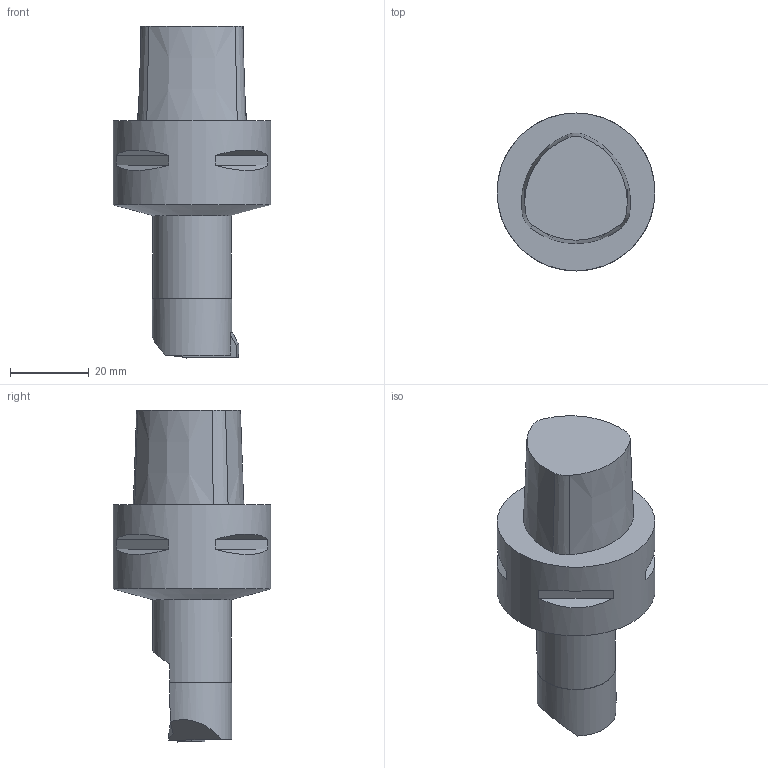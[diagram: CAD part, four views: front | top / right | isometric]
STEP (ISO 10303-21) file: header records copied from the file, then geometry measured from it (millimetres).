
FILE_DESCRIPTION(/* description */ (''),/* implementation_level */ '2;1');
FILE_NAME(/* name */ 'C4-CNL-14060-16HD.stp',/* time_stamp */ '2018-02-15T16:17:35+06:00',/* author */ (''),/* organization */ (''),/* preprocessor_version */ 'ST-DEVELOPER v16',/* originating_system */ 'SIEMENS PLM Software NX 11.0',/* authorisation */ '');
FILE_SCHEMA (('AUTOMOTIVE_DESIGN { 1 0 10303 214 3 1 1 1 }'));
Length unit declared in the file: millimetre
Products named in the file (1): C4-CNR-14060-16HD
Bounding box: 40 x 40 x 84.06 mm (x, y, z)
Volume: 51082 mm3; surface area: 10985.4 mm2
Topology: 3 solids, 3 shells, 47 faces, 110 edges, 73 vertices
Faces by surface type: plane 34, cone 8, cylinder 5
Full cylindrical faces by diameter (mm): 20 x1, 40 x1
Entity records: 1395 total; most frequent: DIRECTION 246, CARTESIAN_POINT 227, ORIENTED_EDGE 210, EDGE_CURVE 105, AXIS2_PLACEMENT_3D 90, VERTEX_POINT 71, LINE 66, VECTOR 66
